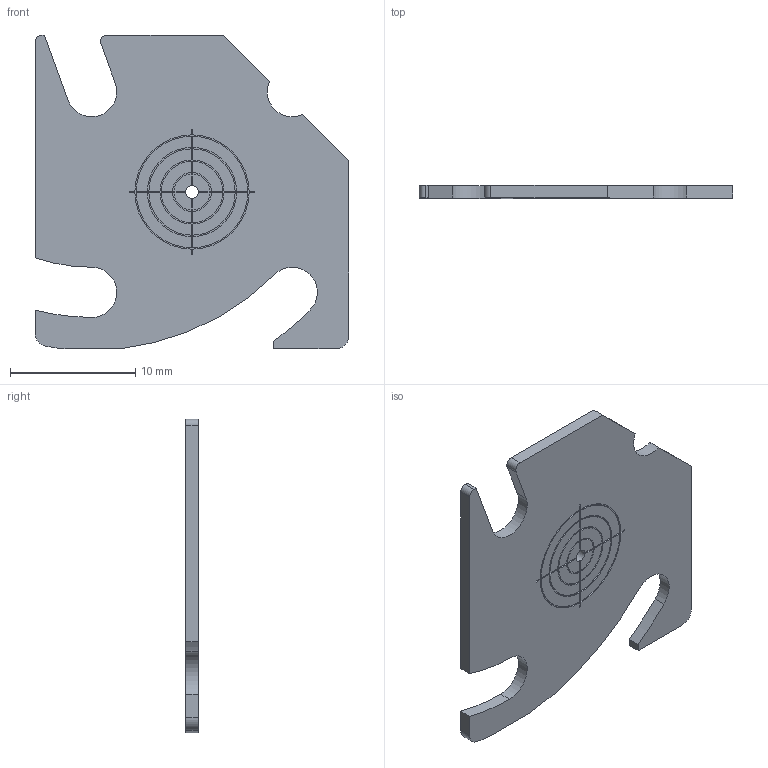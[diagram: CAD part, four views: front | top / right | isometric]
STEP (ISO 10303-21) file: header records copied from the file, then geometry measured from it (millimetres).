
FILE_DESCRIPTION(/* description */ (''),/* implementation_level */ '2;1');
FILE_NAME(/* name */ 'C16-TGH-9.stp',/* time_stamp */ '2017-05-08T16:34:48+09:00',/* author */ ('e.nonaka'),/* organization */ (''),/* preprocessor_version */ 'ST-DEVELOPER v16.1',/* originating_system */ 'Autodesk Inventor 2016',/* authorisation */ '');
FILE_SCHEMA (('AUTOMOTIVE_DESIGN { 1 0 10303 214 3 1 1 }'));
Length unit declared in the file: millimetre
Products named in the file (1): C16TGH9-M02-17001-TS01
Bounding box: 25 x 1 x 25 mm (x, y, z)
Volume: 478.2 mm3; surface area: 1128.4 mm2
Topology: 1 solids, 1 shells, 214 faces, 556 edges, 370 vertices
Faces by surface type: plane 136, cylinder 78
Full cylindrical faces by diameter (mm): 1 x1
Entity records: 6811 total; most frequent: DIRECTION 1155, CARTESIAN_POINT 1140, ORIENTED_EDGE 1110, EDGE_CURVE 555, LINE 385, VECTOR 385, AXIS2_PLACEMENT_3D 385, VERTEX_POINT 370
